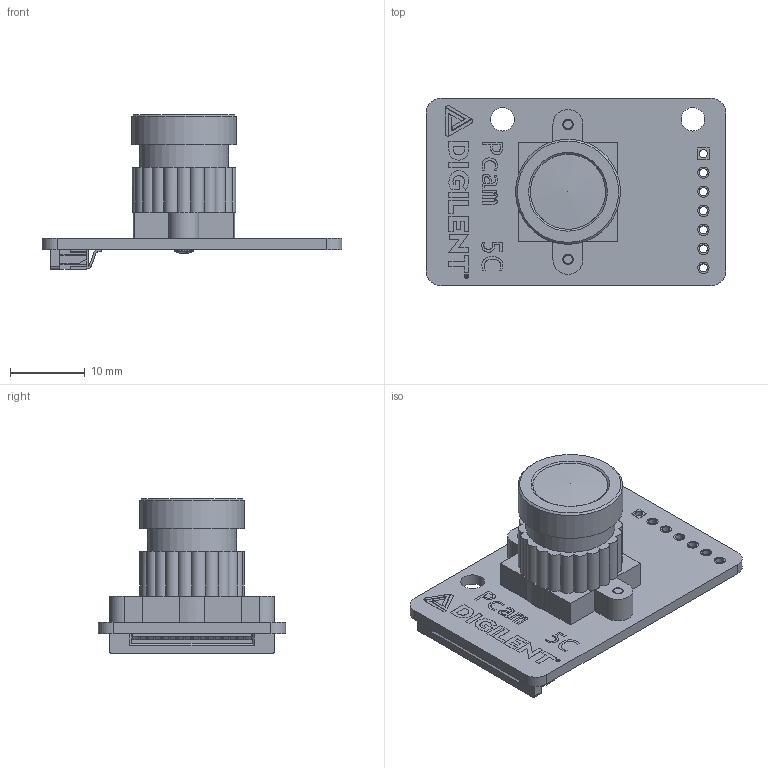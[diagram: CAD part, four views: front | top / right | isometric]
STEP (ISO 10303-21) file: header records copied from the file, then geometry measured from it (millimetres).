
FILE_DESCRIPTION(/* description */ ('Alibre Inc.'),/* implementation_level */ '2;1');
FILE_NAME(/* name */ 'export1',/* time_stamp */ '2018-01-04T11:37:19-08:00',/* author */ (''),/* organization */ (''),/* preprocessor_version */ 'ST-DEVELOPER v14',/* originating_system */ 'Alibre',/* authorisation */ '');
FILE_SCHEMA (('AUTOMOTIVE_DESIGN'));
Length unit declared in the file: centimetre
Products named in the file (8): 96773A638
Bounding box: 40 x 25 x 20.6 mm (x, y, z)
Volume: 3919.2 mm3; surface area: 5283.4 mm2
Topology: 10 solids, 10 shells, 1074 faces, 2942 edges, 1947 vertices
Faces by surface type: plane 645, cylinder 250, bspline 130, extrusion 18, cone 18, torus 8, sphere 5
Full cylindrical faces by diameter (mm): 1.067 x7, 1.4 x2, 1.5 x12, 1.84 x2, 3.15 x2, 10 x2, 11.88 x2, 14 x1
Entity records: 31867 total; most frequent: CARTESIAN_POINT 8150, ORIENTED_EDGE 5244, DIRECTION 3575, EDGE_CURVE 2622, VECTOR 1798, LINE 1780, VERTEX_POINT 1752, AXIS2_PLACEMENT_3D 1180
